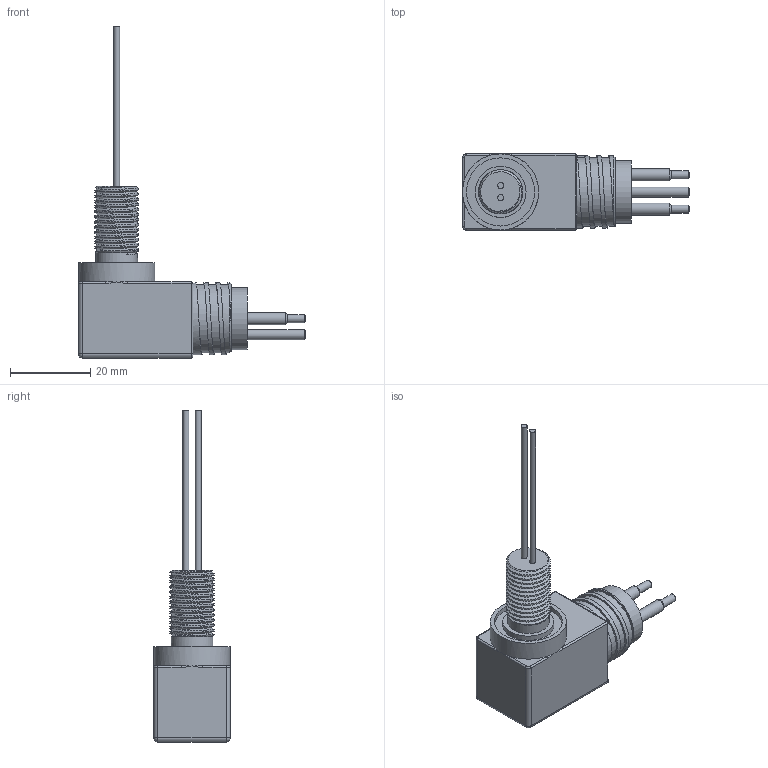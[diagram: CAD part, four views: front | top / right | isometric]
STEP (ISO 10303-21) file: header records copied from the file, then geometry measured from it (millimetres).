
FILE_DESCRIPTION(/* description */ (''),/* implementation_level */ '2;1');
FILE_NAME(/* name */ 'MCBHRA2M-G2.stp',/* time_stamp */ '2014-11-25T15:43:33+01:00',/* author */ ('sh'),/* organization */ (''),/* preprocessor_version */ 'ST-DEVELOPER v15.2',/* originating_system */ 'Autodesk Inventor 2014',/* authorisation */ '');
FILE_SCHEMA (('AUTOMOTIVE_DESIGN { 1 0 10303 214 3 1 1 }'));
Length unit declared in the file: millimetre
Products named in the file (1): MCBHRA2M-G2
Bounding box: 56.6 x 19 x 82.8 mm (x, y, z)
Volume: 16554.7 mm3; surface area: 5768.7 mm2
Topology: 1 solids, 1 shells, 110 faces, 262 edges, 155 vertices
Faces by surface type: plane 41, cylinder 30, bspline 22, cone 9, sphere 4, torus 4
Full cylindrical faces by diameter (mm): 1.5 x2, 2 x2, 2.5 x1, 3 x2, 10.423 x1, 12.7 x1, 15.5 x1, 17 x1, 19 x1
Entity records: 6075 total; most frequent: CARTESIAN_POINT 3615, ORIENTED_EDGE 466, DIRECTION 442, EDGE_CURVE 233, AXIS2_PLACEMENT_3D 168, VERTEX_POINT 153, EDGE_LOOP 138, STYLED_ITEM 111
